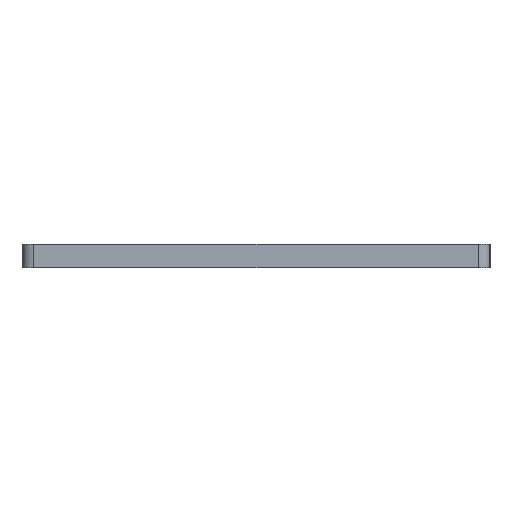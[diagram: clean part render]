
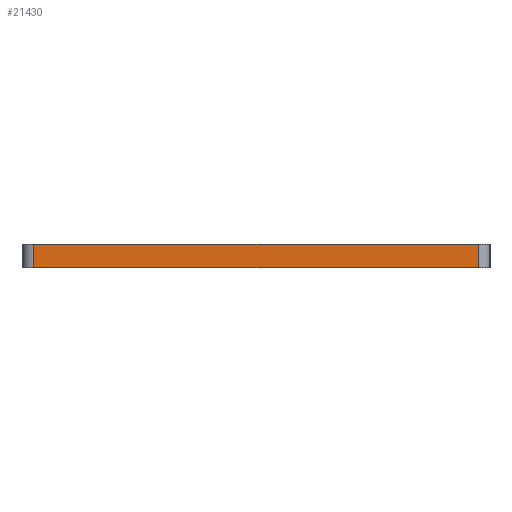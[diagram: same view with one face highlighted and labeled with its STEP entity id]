
A CAD part, left-side view. The second image highlights one B-rep face of the part: STEP entity #21430.
In plain terms, the highlighted planar face has unit normal (-1, 0, 0).
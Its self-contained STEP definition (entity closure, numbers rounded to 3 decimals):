
#1337=PLANE('',#22846);
#2601=FACE_OUTER_BOUND('',#4040,.T.);
#4040=EDGE_LOOP('',(#20147,#20148,#20149,#20150));
#6718=LINE('',#34123,#9388);
#6723=LINE('',#34319,#9393);
#6724=LINE('',#34322,#9394);
#6725=LINE('',#34323,#9395);
#9388=VECTOR('',#27929,10.);
#9393=VECTOR('',#28308,10.);
#9394=VECTOR('',#28311,10.);
#9395=VECTOR('',#28312,10.);
#11534=VERTEX_POINT('',#34120);
#11535=VERTEX_POINT('',#34122);
#11539=VERTEX_POINT('',#34317);
#11540=VERTEX_POINT('',#34321);
#14410=EDGE_CURVE('',#11534,#11535,#6718,.T.);
#14417=EDGE_CURVE('',#11539,#11535,#6723,.T.);
#14418=EDGE_CURVE('',#11539,#11540,#6724,.T.);
#14419=EDGE_CURVE('',#11540,#11534,#6725,.T.);
#20147=ORIENTED_EDGE('',*,*,#14418,.F.);
#20148=ORIENTED_EDGE('',*,*,#14417,.T.);
#20149=ORIENTED_EDGE('',*,*,#14410,.F.);
#20150=ORIENTED_EDGE('',*,*,#14419,.F.);
#21430=ADVANCED_FACE('',(#2601),#1337,.T.);
#22846=AXIS2_PLACEMENT_3D('',#34320,#28309,#28310);
#27929=DIRECTION('',(0.,-1.,0.));
#28308=DIRECTION('',(0.,0.,1.));
#28309=DIRECTION('center_axis',(-1.,0.,0.));
#28310=DIRECTION('ref_axis',(0.,-1.,0.));
#28311=DIRECTION('',(0.,1.,0.));
#28312=DIRECTION('',(0.,0.,1.));
#34120=CARTESIAN_POINT('',(-200.,95.,25.));
#34122=CARTESIAN_POINT('',(-200.,-95.,25.));
#34123=CARTESIAN_POINT('',(-200.,-95.,25.));
#34317=CARTESIAN_POINT('',(-200.,-95.,15.));
#34319=CARTESIAN_POINT('',(-200.,-95.,15.));
#34320=CARTESIAN_POINT('Origin',(-200.,95.,15.));
#34321=CARTESIAN_POINT('',(-200.,95.,15.));
#34322=CARTESIAN_POINT('',(-200.,-95.,15.));
#34323=CARTESIAN_POINT('',(-200.,95.,15.));
